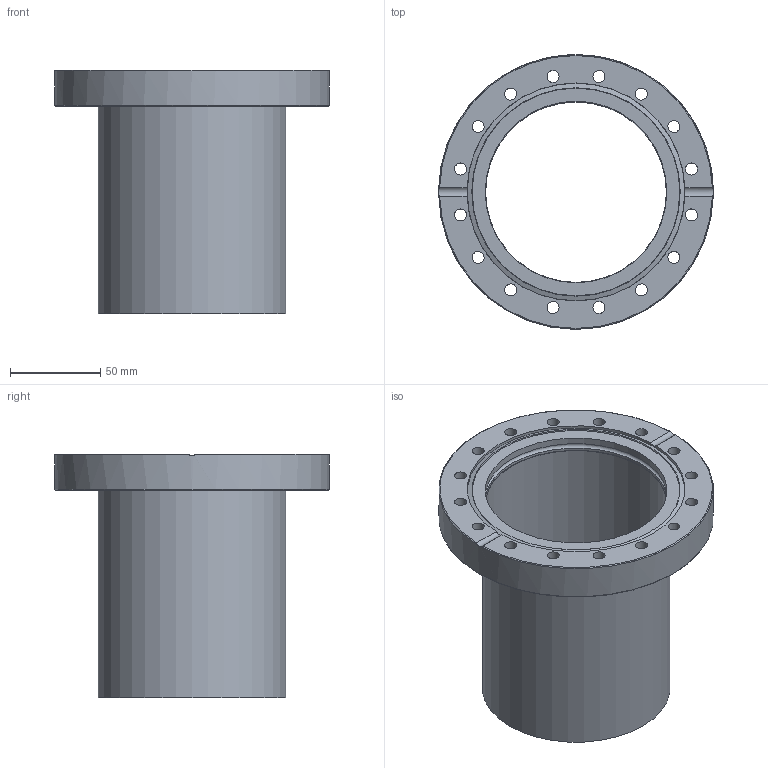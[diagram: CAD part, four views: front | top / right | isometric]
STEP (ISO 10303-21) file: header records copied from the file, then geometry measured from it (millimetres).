
FILE_DESCRIPTION((''),'2;1');
FILE_NAME('TU100RT-316LNS.stp','2009-04-09T13:04:20',('hasers'),(''),'Autodesk Inventor 2008','Autodesk Inventor 2008','');
FILE_SCHEMA(('AUTOMOTIVE_DESIGN { 1 0 10303 214 1 1 1 1 }'));
Length unit declared in the file: millimetre
Products named in the file (4): TU100RT-316LNS; CF-R [Subject [Summary]=-316LNS][Title [Summary]=F100RIB104]; CF-R [Subject [Summary]=-316LNS][Title [Summary]=F100ROT]; Rohre [Subject [Summary]=normal][Keywords [Summary]=1.4404][Title [Summary]=104x2,0 (0,5m)]_2
Assembly tree (3 placements, depth 2):
  TU100RT-316LNS
    CF-R [Subject [Summary]=-316LNS][Title [Summary]=F100RIB104]
    CF-R [Subject [Summary]=-316LNS][Title [Summary]=F100ROT]
    Rohre [Subject [Summary]=normal][Keywords [Summary]=1.4404][Title [Summary]=104x2,0 (0,5m)]_2
Bounding box: 152 x 152 x 135 mm (x, y, z)
Volume: 255676.1 mm3; surface area: 137937.6 mm2
Topology: 3 solids, 3 shells, 49 faces, 134 edges, 92 vertices
Faces by surface type: bspline 24, torus 8, plane 7, cylinder 7, cone 3
Full cylindrical faces by diameter (mm): 100 x1, 104 x1, 120.4 x1, 121.2 x1, 152 x1
Entity records: 1796 total; most frequent: CARTESIAN_POINT 702, DIRECTION 196, ORIENTED_EDGE 152, EDGE_LOOP 124, AXIS2_PLACEMENT_3D 96, EDGE_CURVE 76, FACE_BOUND 75, VERTEX_POINT 70
